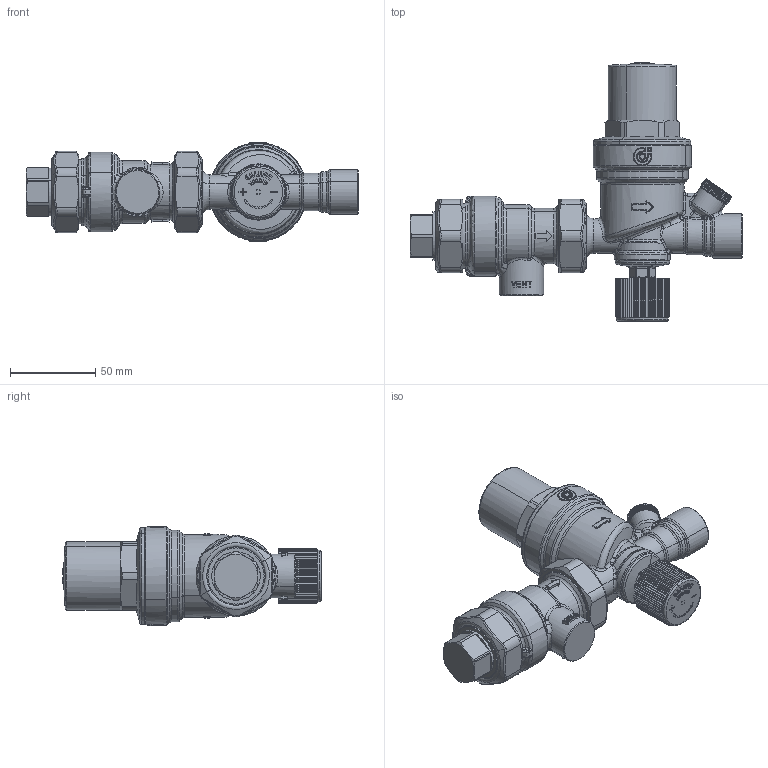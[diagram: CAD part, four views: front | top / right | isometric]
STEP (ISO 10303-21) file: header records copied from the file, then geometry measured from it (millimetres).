
FILE_DESCRIPTION(('CATIA V5 STEP Exchange','CAx-IF Rec.Pracs.--- Model Styling and Organization---1.4--- 2014-01-23','CAx-IF Rec.Pracs.---3D Tessellated Data Validation Properties---0.5---2014-09-14'),'2;1');
FILE_NAME('STEP_573002A_-_TST.stp','2022-11-18T10:05:15+00:00',('none'),('none'),'CATIA Version 5-6 Release 2019 SP3','CATIA V5 STEP AP242 v1','none');
FILE_SCHEMA(('AP242_MANAGED_MODEL_BASED_3D_ENGINEERING_MIM_LF {1 0 10303 442 1 1 4}'));
Length unit declared in the file: millimetre
Products named in the file (1): 573002A CST
Bounding box: 195 x 151.69 x 58.5 mm (x, y, z)
Volume: 363069.4 mm3; surface area: 52665.8 mm2
Topology: 1 solids, 5 shells, 2113 faces, 5512 edges, 3363 vertices
Faces by surface type: plane 1005, bspline 471, cylinder 304, cone 127, torus 124, sphere 80, revolution 2
Entity records: 86413 total; most frequent: CARTESIAN_POINT 42894, ORIENTED_EDGE 10818, DIRECTION 5768, EDGE_CURVE 5409, VERTEX_POINT 3363, AXIS2_PLACEMENT_3D 2330, VECTOR 2218, LINE 2218
